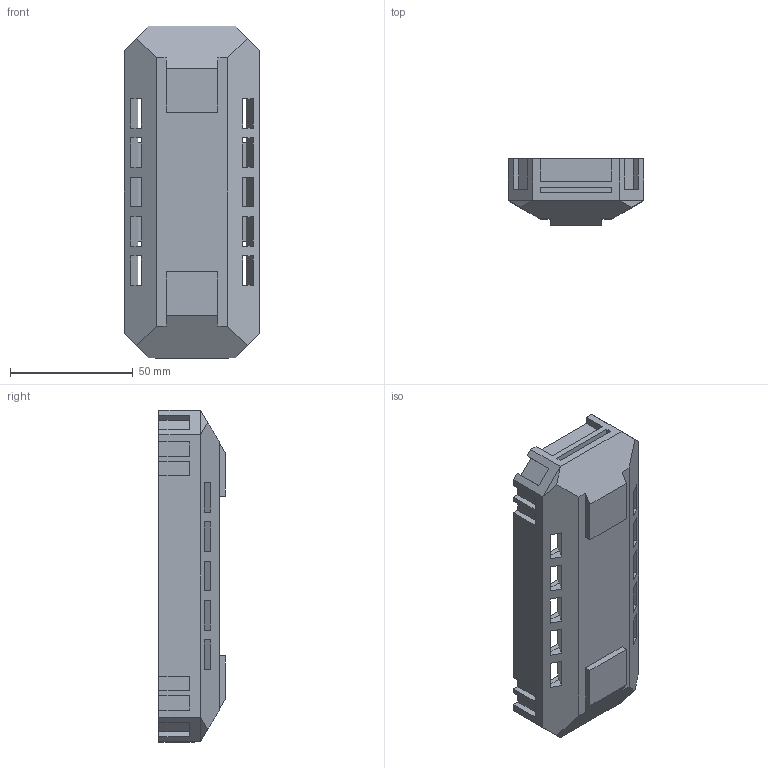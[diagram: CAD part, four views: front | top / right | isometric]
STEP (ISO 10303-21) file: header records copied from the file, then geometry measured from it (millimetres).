
FILE_DESCRIPTION (( 'STEP AP214' ), '1' );
FILE_NAME ('3rdLevelTram.STEP', '2024-08-03T06:36:28', ( 'HP' ), ( 'HP' ), 'SwSTEP 2.0', 'SolidWorks 2023', '' );
FILE_SCHEMA (( 'AUTOMOTIVE_DESIGN' ));
Length unit declared in the file: millimetre
Products named in the file (1): 3rdLevelTram
Bounding box: 55 x 27 x 135 mm (x, y, z)
Volume: 83711.6 mm3; surface area: 43078 mm2
Topology: 2 solids, 2 shells, 203 faces, 618 edges, 412 vertices
Faces by surface type: plane 195, cylinder 8
Entity records: 6916 total; most frequent: ORIENTED_EDGE 1236, CARTESIAN_POINT 1234, DIRECTION 1042, EDGE_CURVE 618, VECTOR 602, LINE 602, VERTEX_POINT 412, EDGE_LOOP 244
